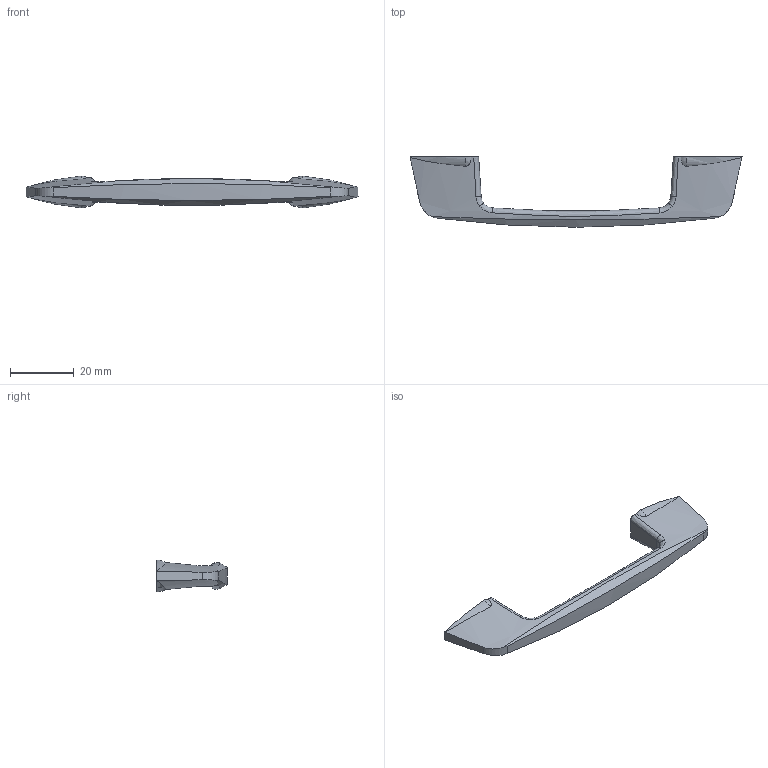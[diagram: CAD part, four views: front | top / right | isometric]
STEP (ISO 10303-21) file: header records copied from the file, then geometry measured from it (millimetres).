
FILE_DESCRIPTION((''),'2;1');
FILE_NAME('','2005-10-07T11:42:47',(''),(''),'','CADfix','');
FILE_SCHEMA(('AUTOMOTIVE_DESIGN'));
Length unit declared in the file: millimetre
Products named in the file (1): pull
Bounding box: 104 x 22 x 10 mm (x, y, z)
Volume: 6046.3 mm3; surface area: 3941.8 mm2
Topology: 1 solids, 1 shells, 46 faces, 143 edges, 101 vertices
Faces by surface type: bspline 46
Entity records: 3727 total; most frequent: CARTESIAN_POINT 2906, ORIENTED_EDGE 286, EDGE_CURVE 143, VERTEX_POINT 101, B_SPLINE_CURVE_WITH_KNOTS 92, EDGE_LOOP 48, FACE_OUTER_BOUND 46, ADVANCED_FACE 46
